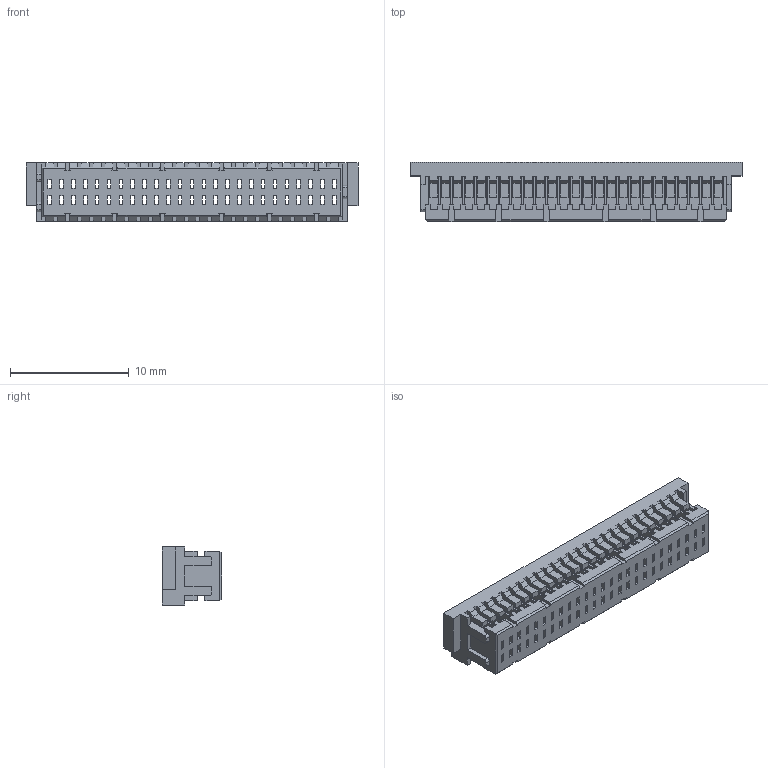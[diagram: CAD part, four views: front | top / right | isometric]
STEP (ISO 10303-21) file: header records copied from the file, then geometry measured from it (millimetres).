
FILE_DESCRIPTION((''),'2;1');
FILE_NAME('FHG10002-D16M2W5B','2024-02-23T',('工程三'),(''),'PRO/ENGINEER BY PARAMETRIC TECHNOLOGY CORPORATION, 2010280','PRO/ENGINEER BY PARAMETRIC TECHNOLOGY CORPORATION, 2010280','');
FILE_SCHEMA(('CONFIG_CONTROL_DESIGN'));
Length unit declared in the file: millimetre
Products named in the file (1): FHG10002-D16M2W5B
Bounding box: 28 x 5 x 4.9 mm (x, y, z)
Volume: 254.3 mm3; surface area: 1692.8 mm2
Topology: 1 solids, 1 shells, 1608 faces, 4762 edges, 3106 vertices
Faces by surface type: plane 1602, cylinder 6
Entity records: 52768 total; most frequent: ORIENTED_EDGE 9524, CARTESIAN_POINT 9476, DIRECTION 7990, EDGE_CURVE 4762, VECTOR 4750, LINE 4750, VERTEX_POINT 3106, EDGE_LOOP 1758
